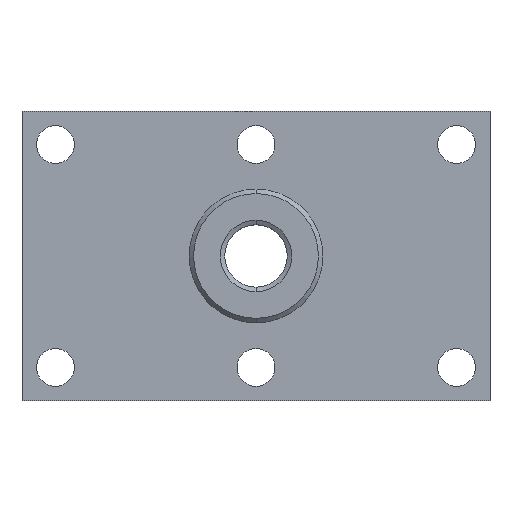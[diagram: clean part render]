
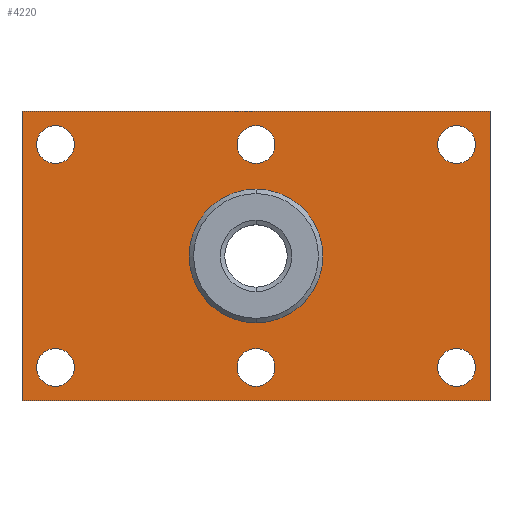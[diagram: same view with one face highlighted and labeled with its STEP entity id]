
A CAD part, top view. The second image highlights one B-rep face of the part: STEP entity #4220.
In plain terms, the highlighted planar face has unit normal (0, 0, 1).
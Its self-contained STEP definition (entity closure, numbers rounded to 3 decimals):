
#60=CARTESIAN_POINT('',(-52.5,0.,4.));
#70=DIRECTION('',(0.,-1.,0.));
#80=VECTOR('',#70,1.);
#90=LINE('',#60,#80);
#100=CARTESIAN_POINT('',(-52.5,32.5,4.));
#110=VERTEX_POINT('',#100);
#120=CARTESIAN_POINT('',(-52.5,-32.5,4.));
#130=VERTEX_POINT('',#120);
#140=EDGE_CURVE('',#110,#130,#90,.T.);
#520=CARTESIAN_POINT('',(49.25,25.,4.));
#530=VERTEX_POINT('',#520);
#560=CARTESIAN_POINT('',(45.,25.,4.));
#570=DIRECTION('',(0.,0.,1.));
#580=DIRECTION('',(1.,0.,0.));
#590=AXIS2_PLACEMENT_3D('',#560,#570,#580);
#600=CIRCLE('',#590,4.25);
#610=CARTESIAN_POINT('',(40.75,25.,4.));
#620=VERTEX_POINT('',#610);
#630=EDGE_CURVE('',#620,#530,#600,.T.);
#940=CARTESIAN_POINT('',(4.25,-25.,4.));
#950=VERTEX_POINT('',#940);
#980=CARTESIAN_POINT('',(0.,-25.,4.));
#990=DIRECTION('',(0.,0.,1.));
#1000=DIRECTION('',(1.,0.,0.));
#1010=AXIS2_PLACEMENT_3D('',#980,#990,#1000);
#1020=CIRCLE('',#1010,4.25);
#1030=CARTESIAN_POINT('',(-4.25,-25.,4.));
#1040=VERTEX_POINT('',#1030);
#1050=EDGE_CURVE('',#1040,#950,#1020,.T.);
#1360=CARTESIAN_POINT('',(52.5,-32.5,4.));
#1370=VERTEX_POINT('',#1360);
#1400=CARTESIAN_POINT('',(52.5,0.,4.));
#1410=DIRECTION('',(0.,1.,0.));
#1420=VECTOR('',#1410,1.);
#1430=LINE('',#1400,#1420);
#1440=CARTESIAN_POINT('',(52.5,32.5,4.));
#1450=VERTEX_POINT('',#1440);
#1460=EDGE_CURVE('',#1370,#1450,#1430,.T.);
#1760=CARTESIAN_POINT('',(49.25,-25.,4.));
#1770=VERTEX_POINT('',#1760);
#1800=CARTESIAN_POINT('',(45.,-25.,4.));
#1810=DIRECTION('',(0.,0.,1.));
#1820=DIRECTION('',(1.,0.,0.));
#1830=AXIS2_PLACEMENT_3D('',#1800,#1810,#1820);
#1840=CIRCLE('',#1830,4.25);
#1850=CARTESIAN_POINT('',(40.75,-25.,4.));
#1860=VERTEX_POINT('',#1850);
#1870=EDGE_CURVE('',#1860,#1770,#1840,.T.);
#2180=CARTESIAN_POINT('',(-40.75,25.,4.));
#2190=VERTEX_POINT('',#2180);
#2220=CARTESIAN_POINT('',(-45.,25.,4.));
#2230=DIRECTION('',(0.,0.,1.));
#2240=DIRECTION('',(1.,0.,0.));
#2250=AXIS2_PLACEMENT_3D('',#2220,#2230,#2240);
#2260=CIRCLE('',#2250,4.25);
#2270=CARTESIAN_POINT('',(-49.25,25.,4.));
#2280=VERTEX_POINT('',#2270);
#2290=EDGE_CURVE('',#2280,#2190,#2260,.T.);
#3360=CARTESIAN_POINT('',(-29.75,0.,4.));
#3370=DIRECTION('',(0.,0.,1.));
#3380=DIRECTION('',(1.,0.,0.));
#3390=AXIS2_PLACEMENT_3D('',#3360,#3370,#3380);
#3400=PLANE('',#3390);
#3410=CARTESIAN_POINT('',(-45.,-25.,4.));
#3420=DIRECTION('',(0.,0.,1.));
#3430=DIRECTION('',(1.,0.,0.));
#3440=AXIS2_PLACEMENT_3D('',#3410,#3420,#3430);
#3450=CIRCLE('',#3440,4.25);
#3460=CARTESIAN_POINT('',(-40.75,-25.,4.));
#3470=VERTEX_POINT('',#3460);
#3480=CARTESIAN_POINT('',(-49.25,-25.,4.));
#3490=VERTEX_POINT('',#3480);
#3500=EDGE_CURVE('',#3470,#3490,#3450,.T.);
#3510=ORIENTED_EDGE('',*,*,#3500,.F.);
#3520=EDGE_CURVE('',#3490,#3470,#3450,.T.);
#3530=ORIENTED_EDGE('',*,*,#3520,.F.);
#3540=EDGE_LOOP('',(#3530,#3510));
#3550=FACE_BOUND('',#3540,.T.);
#3560=CARTESIAN_POINT('',(0.,0.,4.));
#3570=DIRECTION('',(0.,0.,-1.));
#3580=DIRECTION('',(1.,0.,0.));
#3590=AXIS2_PLACEMENT_3D('',#3560,#3570,#3580);
#3600=CIRCLE('',#3590,11.25);
#3610=CARTESIAN_POINT('',(11.25,0.,4.));
#3620=VERTEX_POINT('',#3610);
#3630=CARTESIAN_POINT('',(-11.25,0.,4.));
#3640=VERTEX_POINT('',#3630);
#3650=EDGE_CURVE('',#3620,#3640,#3600,.T.);
#3660=ORIENTED_EDGE('',*,*,#3650,.T.);
#3670=EDGE_CURVE('',#3640,#3620,#3600,.T.);
#3680=ORIENTED_EDGE('',*,*,#3670,.T.);
#3690=EDGE_LOOP('',(#3680,#3660));
#3700=FACE_BOUND('',#3690,.T.);
#3710=EDGE_CURVE('',#950,#1040,#1020,.T.);
#3720=ORIENTED_EDGE('',*,*,#3710,.F.);
#3730=ORIENTED_EDGE('',*,*,#1050,.F.);
#3740=EDGE_LOOP('',(#3730,#3720));
#3750=FACE_BOUND('',#3740,.T.);
#3760=CARTESIAN_POINT('',(0.,25.,4.));
#3770=DIRECTION('',(0.,0.,1.));
#3780=DIRECTION('',(1.,0.,0.));
#3790=AXIS2_PLACEMENT_3D('',#3760,#3770,#3780);
#3800=CIRCLE('',#3790,4.25);
#3810=CARTESIAN_POINT('',(4.25,25.,4.));
#3820=VERTEX_POINT('',#3810);
#3830=CARTESIAN_POINT('',(-4.25,25.,4.));
#3840=VERTEX_POINT('',#3830);
#3850=EDGE_CURVE('',#3820,#3840,#3800,.T.);
#3860=ORIENTED_EDGE('',*,*,#3850,.F.);
#3870=EDGE_CURVE('',#3840,#3820,#3800,.T.);
#3880=ORIENTED_EDGE('',*,*,#3870,.F.);
#3890=EDGE_LOOP('',(#3880,#3860));
#3900=FACE_BOUND('',#3890,.T.);
#3910=EDGE_CURVE('',#1770,#1860,#1840,.T.);
#3920=ORIENTED_EDGE('',*,*,#3910,.F.);
#3930=ORIENTED_EDGE('',*,*,#1870,.F.);
#3940=EDGE_LOOP('',(#3930,#3920));
#3950=FACE_BOUND('',#3940,.T.);
#3960=EDGE_CURVE('',#2190,#2280,#2260,.T.);
#3970=ORIENTED_EDGE('',*,*,#3960,.F.);
#3980=ORIENTED_EDGE('',*,*,#2290,.F.);
#3990=EDGE_LOOP('',(#3980,#3970));
#4000=FACE_BOUND('',#3990,.T.);
#4010=EDGE_CURVE('',#530,#620,#600,.T.);
#4020=ORIENTED_EDGE('',*,*,#4010,.F.);
#4030=ORIENTED_EDGE('',*,*,#630,.F.);
#4040=EDGE_LOOP('',(#4030,#4020));
#4050=FACE_BOUND('',#4040,.T.);
#4060=ORIENTED_EDGE('',*,*,#140,.T.);
#4070=CARTESIAN_POINT('',(0.,32.5,4.));
#4080=DIRECTION('',(-1.,0.,0.));
#4090=VECTOR('',#4080,1.);
#4100=LINE('',#4070,#4090);
#4110=EDGE_CURVE('',#1450,#110,#4100,.T.);
#4120=ORIENTED_EDGE('',*,*,#4110,.T.);
#4130=ORIENTED_EDGE('',*,*,#1460,.T.);
#4140=CARTESIAN_POINT('',(0.,-32.5,4.));
#4150=DIRECTION('',(1.,0.,0.));
#4160=VECTOR('',#4150,1.);
#4170=LINE('',#4140,#4160);
#4180=EDGE_CURVE('',#130,#1370,#4170,.T.);
#4190=ORIENTED_EDGE('',*,*,#4180,.T.);
#4200=EDGE_LOOP('',(#4190,#4130,#4120,#4060));
#4210=FACE_OUTER_BOUND('',#4200,.T.);
#4220=ADVANCED_FACE('',(#3550,#3700,#3750,#3900,#3950,#4000,#4050,#4210)
,#3400,.T.);
